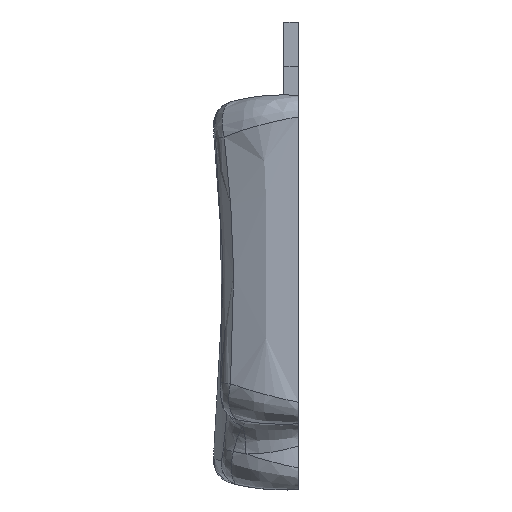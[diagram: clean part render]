
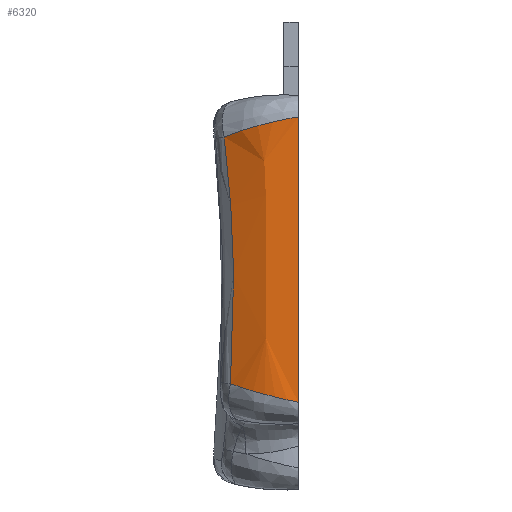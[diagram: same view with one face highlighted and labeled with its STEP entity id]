
A CAD part, left-side view. The second image highlights one B-rep face of the part: STEP entity #6320.
In plain terms, the highlighted free-form (B-spline) face has degree [2, 1] with [7, 2] control points.
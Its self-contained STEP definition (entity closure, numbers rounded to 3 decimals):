
#475=(
BOUNDED_SURFACE()
B_SPLINE_SURFACE(2,1,((#15989,#15990),(#15991,#15992),(#15993,#15994),(#15995,
#15996),(#15997,#15998),(#15999,#16000),(#16001,#16002)),.UNSPECIFIED.,
 .F.,.F.,.F.)
B_SPLINE_SURFACE_WITH_KNOTS((3,2,2,3),(2,2),(-4.991,-0.374,
0.086,0.18),(-1.295,2.088),
 .UNSPECIFIED.)
GEOMETRIC_REPRESENTATION_ITEM()
RATIONAL_B_SPLINE_SURFACE(((1.,1.),(1.,1.),(1.,1.),(0.974,0.974),
(1.,1.),(1.,1.),(1.,1.)))
REPRESENTATION_ITEM('')
SURFACE()
);
#720=FACE_OUTER_BOUND('',#1111,.T.);
#1111=EDGE_LOOP('',(#5235,#5236,#5237,#5238));
#1545=B_SPLINE_CURVE_WITH_KNOTS('',3,(#15732,#15733,#15734,#15735,#15736),
 .UNSPECIFIED.,.F.,.F.,(4,1,4),(-1.679,-0.72,0.),
 .UNSPECIFIED.);
#1551=B_SPLINE_CURVE_WITH_KNOTS('',3,(#15979,#15980,#15981,#15982,#15983,
#15984,#15985,#15986,#15987,#15988),.UNSPECIFIED.,.F.,.F.,(4,1,1,2,2,4),
(0.063,0.202,0.255,0.469,
0.48,0.481),.UNSPECIFIED.);
#1552=B_SPLINE_CURVE_WITH_KNOTS('',3,(#16003,#16004,#16005,#16006,#16007,
#16008,#16009,#16010,#16011,#16012),.UNSPECIFIED.,.F.,.F.,(4,2,2,1,1,4),
(-0.01,-0.01,0.,0.159,0.212,
0.366),.UNSPECIFIED.);
#1592=LINE('',#8540,#2034);
#2034=VECTOR('',#6998,10.);
#2483=VERTEX_POINT('',#8526);
#2484=VERTEX_POINT('',#8539);
#2878=VERTEX_POINT('',#15580);
#2882=VERTEX_POINT('',#15655);
#3079=EDGE_CURVE('',#2484,#2483,#1592,.F.);
#3699=EDGE_CURVE('',#2882,#2878,#1545,.T.);
#3705=EDGE_CURVE('',#2878,#2483,#1551,.T.);
#3706=EDGE_CURVE('',#2484,#2882,#1552,.T.);
#5235=ORIENTED_EDGE('',*,*,#3699,.F.);
#5236=ORIENTED_EDGE('',*,*,#3706,.F.);
#5237=ORIENTED_EDGE('',*,*,#3079,.T.);
#5238=ORIENTED_EDGE('',*,*,#3705,.F.);
#6320=ADVANCED_FACE('',(#720),#475,.T.);
#6998=DIRECTION('',(0.,0.,-1.));
#8526=CARTESIAN_POINT('',(-18.4,2.5,9.507));
#8539=CARTESIAN_POINT('',(-18.4,2.5,-9.886));
#8540=CARTESIAN_POINT('',(-18.4,2.5,-2.425));
#15580=CARTESIAN_POINT('',(-17.038,7.543,8.137));
#15655=CARTESIAN_POINT('',(-17.334,7.118,-8.621));
#15732=CARTESIAN_POINT('Ctrl Pts',(-17.334,7.118,-8.621));
#15733=CARTESIAN_POINT('Ctrl Pts',(-17.485,6.886,-5.431));
#15734=CARTESIAN_POINT('Ctrl Pts',(-17.536,6.792,0.173));
#15735=CARTESIAN_POINT('Ctrl Pts',(-17.253,7.253,5.758));
#15736=CARTESIAN_POINT('Ctrl Pts',(-17.038,7.543,8.137));
#15979=CARTESIAN_POINT('Ctrl Pts',(-17.038,7.543,8.137));
#15980=CARTESIAN_POINT('Ctrl Pts',(-17.37,7.096,8.32));
#15981=CARTESIAN_POINT('Ctrl Pts',(-17.794,6.399,8.57));
#15982=CARTESIAN_POINT('Ctrl Pts',(-18.445,4.755,9.059));
#15983=CARTESIAN_POINT('Ctrl Pts',(-18.563,3.522,9.33));
#15984=CARTESIAN_POINT('Ctrl Pts',(-18.415,2.593,9.491));
#15985=CARTESIAN_POINT('Ctrl Pts',(-18.407,2.542,9.499));
#15986=CARTESIAN_POINT('Ctrl Pts',(-18.4,2.501,9.507));
#15987=CARTESIAN_POINT('Ctrl Pts',(-18.4,2.501,9.507));
#15988=CARTESIAN_POINT('Ctrl Pts',(-18.4,2.5,9.507));
#15989=CARTESIAN_POINT('Ctrl Pts',(22.044,57.408,-22.809));
#15990=CARTESIAN_POINT('Ctrl Pts',(22.044,57.408,11.016));
#15991=CARTESIAN_POINT('Ctrl Pts',(2.583,32.58,-22.809));
#15992=CARTESIAN_POINT('Ctrl Pts',(2.583,32.58,11.016));
#15993=CARTESIAN_POINT('Ctrl Pts',(-16.879,7.752,-22.809));
#15994=CARTESIAN_POINT('Ctrl Pts',(-16.879,7.752,11.016));
#15995=CARTESIAN_POINT('Ctrl Pts',(-18.867,5.215,-22.809));
#15996=CARTESIAN_POINT('Ctrl Pts',(-18.867,5.215,11.016));
#15997=CARTESIAN_POINT('Ctrl Pts',(-18.4,2.5,-22.809));
#15998=CARTESIAN_POINT('Ctrl Pts',(-18.4,2.5,11.016));
#15999=CARTESIAN_POINT('Ctrl Pts',(-18.306,1.957,-22.809));
#16000=CARTESIAN_POINT('Ctrl Pts',(-18.306,1.957,11.016));
#16001=CARTESIAN_POINT('Ctrl Pts',(-18.213,1.414,-22.809));
#16002=CARTESIAN_POINT('Ctrl Pts',(-18.213,1.414,11.016));
#16003=CARTESIAN_POINT('Ctrl Pts',(-18.4,2.5,-9.887));
#16004=CARTESIAN_POINT('Ctrl Pts',(-18.4,2.501,-9.887));
#16005=CARTESIAN_POINT('Ctrl Pts',(-18.4,2.501,-9.886));
#16006=CARTESIAN_POINT('Ctrl Pts',(-18.406,2.535,-9.878));
#16007=CARTESIAN_POINT('Ctrl Pts',(-18.413,2.578,-9.87));
#16008=CARTESIAN_POINT('Ctrl Pts',(-18.519,3.259,-9.728));
#16009=CARTESIAN_POINT('Ctrl Pts',(-18.504,4.197,-9.513));
#16010=CARTESIAN_POINT('Ctrl Pts',(-18.095,5.77,-9.086));
#16011=CARTESIAN_POINT('Ctrl Pts',(-17.688,6.577,-8.822));
#16012=CARTESIAN_POINT('Ctrl Pts',(-17.334,7.118,-8.622));
